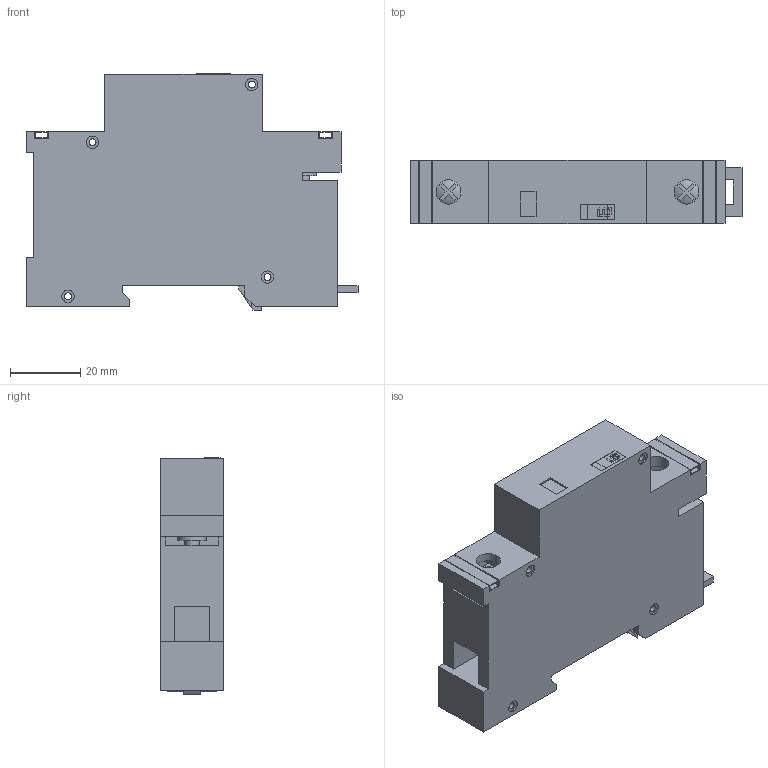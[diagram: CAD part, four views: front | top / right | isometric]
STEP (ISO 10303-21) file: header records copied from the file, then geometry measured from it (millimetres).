
FILE_DESCRIPTION(/* description */ ('Unknown'),/* implementation_level */ '2;1');
FILE_NAME(/* name */ 'ETITEC C',/* time_stamp */ '2017-01-30T10:32:19+01:00',/* author */ ('Unknown'),/* organization */ ('Unknown'),/* preprocessor_version */ 'ST-DEVELOPER v16.7',/* originating_system */ 'DEX',/* authorisation */ $);
FILE_SCHEMA (('AUTOMOTIVE_DESIGN {1 0 10303 214 3 1 1}'));
Length unit declared in the file: millimetre
Products named in the file (4): ETITEC C; ETITEC C_zapinka; Tampon_LOGO_ETIMAT10
Assembly tree (3 placements, depth 2):
  ETITEC C
    ETITEC C
    ETITEC C_zapinka
    Tampon_LOGO_ETIMAT10
Bounding box: 94.86 x 18 x 67.6 mm (x, y, z)
Volume: 81891 mm3; surface area: 22347.2 mm2
Topology: 5 solids, 5 shells, 233 faces, 625 edges, 417 vertices
Faces by surface type: plane 187, cylinder 44, torus 2
Full cylindrical faces by diameter (mm): 2 x4, 3.5 x8, 4 x2, 7 x2, 8 x2, 14 x1
Entity records: 8536 total; most frequent: CARTESIAN_POINT 1320, ORIENTED_EDGE 1198, DIRECTION 1137, EDGE_CURVE 599, LINE 487, VECTOR 487, VERTEX_POINT 412, AXIS2_PLACEMENT_3D 325
